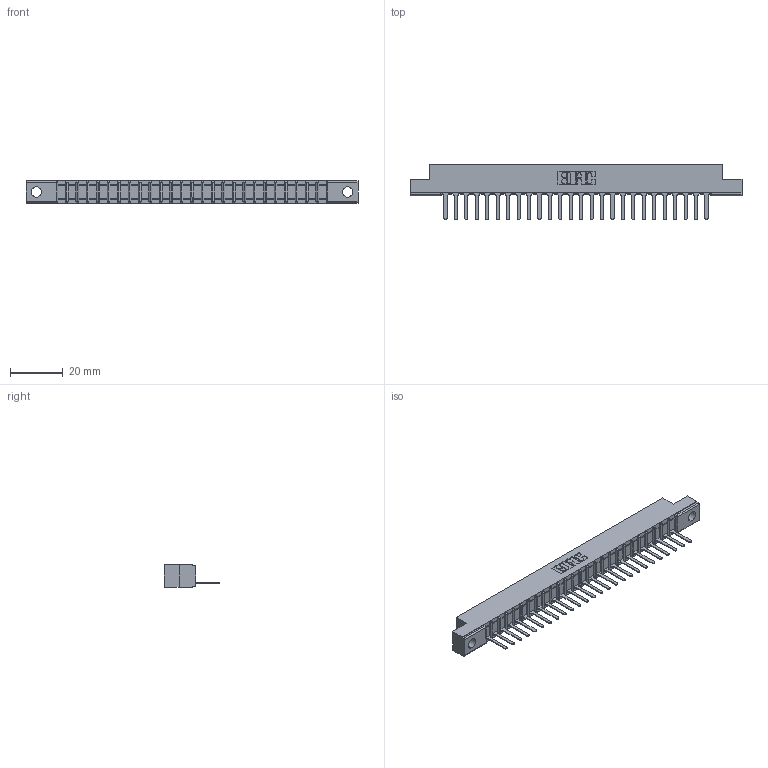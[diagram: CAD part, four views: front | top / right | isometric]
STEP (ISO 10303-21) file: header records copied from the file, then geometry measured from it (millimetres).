
FILE_DESCRIPTION (( 'STEP AP203' ), '1' );
FILE_NAME ('357-026-427-102.STEP', '2020-10-01T16:23:10', ( '' ), ( '' ), 'SwSTEP 2.0', 'SolidWorks 2020', '' );
FILE_SCHEMA (( 'CONFIG_CONTROL_DESIGN' ));
Length unit declared in the file: inch
Products named in the file (3): 357-026-427-102; 307-290-001_527; 307 Part_.128 Dia Mounting Holes
Assembly tree (27 placements, depth 2):
  357-026-427-102
    307 Part_.128 Dia Mounting Holes
    307-290-001_527  x26
Bounding box: 126.03 x 21.11 x 8.71 mm (x, y, z)
Volume: 7876.3 mm3; surface area: 12279.7 mm2
Topology: 27 solids, 27 shells, 1601 faces, 4535 edges, 2914 vertices
Faces by surface type: plane 1032, cylinder 515, sphere 54
Entity records: 24232 total; most frequent: CARTESIAN_POINT 4076, ORIENTED_EDGE 4062, DIRECTION 3973, EDGE_CURVE 2031, VECTOR 1551, LINE 1551, VERTEX_POINT 1314, AXIS2_PLACEMENT_3D 1211
